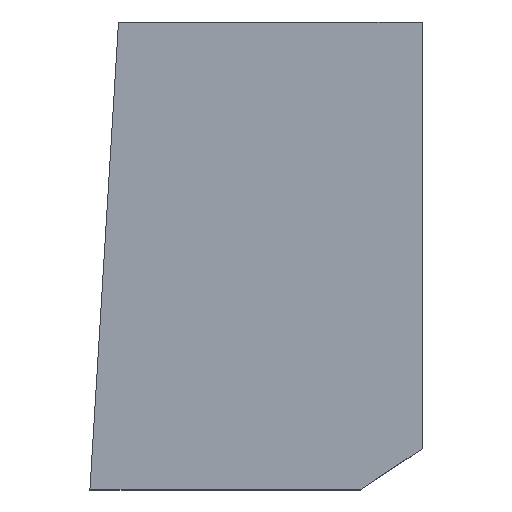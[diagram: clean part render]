
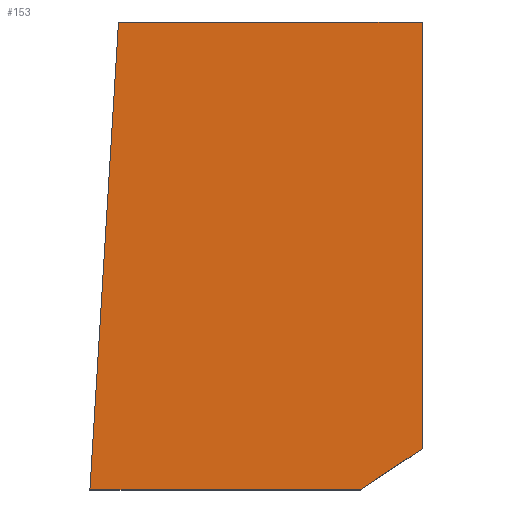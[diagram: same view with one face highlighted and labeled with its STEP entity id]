
A CAD part, top view. The second image highlights one B-rep face of the part: STEP entity #153.
In plain terms, the highlighted planar face has unit normal (0, 0, 1).
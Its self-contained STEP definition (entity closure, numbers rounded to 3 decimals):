
#24 = VERTEX_POINT('',#25);
#25 = CARTESIAN_POINT('',(-13.303,22.624,6.35));
#31 = EDGE_CURVE('',#24,#32,#34,.T.);
#32 = VERTEX_POINT('',#33);
#33 = CARTESIAN_POINT('',(16.066,22.624,6.35));
#34 = LINE('',#35,#36);
#35 = CARTESIAN_POINT('',(-13.303,22.624,6.35));
#36 = VECTOR('',#37,1.);
#37 = DIRECTION('',(1.,0.,0.));
#75 = VERTEX_POINT('',#76);
#76 = CARTESIAN_POINT('',(-16.066,-22.624,6.35));
#82 = EDGE_CURVE('',#75,#24,#83,.T.);
#83 = LINE('',#84,#85);
#84 = CARTESIAN_POINT('',(-16.066,-22.624,6.35));
#85 = VECTOR('',#86,1.);
#86 = DIRECTION('',(0.061,0.998,0.));
#153 = ADVANCED_FACE('',(#154),#180,.T.);
#154 = FACE_BOUND('',#155,.F.);
#155 = EDGE_LOOP('',(#156,#157,#165,#173,#179));
#156 = ORIENTED_EDGE('',*,*,#31,.T.);
#157 = ORIENTED_EDGE('',*,*,#158,.T.);
#158 = EDGE_CURVE('',#32,#159,#161,.T.);
#159 = VERTEX_POINT('',#160);
#160 = CARTESIAN_POINT('',(16.066,-18.651,6.35));
#161 = LINE('',#162,#163);
#162 = CARTESIAN_POINT('',(16.066,22.624,6.35));
#163 = VECTOR('',#164,1.);
#164 = DIRECTION('',(0.,-1.,0.));
#165 = ORIENTED_EDGE('',*,*,#166,.T.);
#166 = EDGE_CURVE('',#159,#167,#169,.T.);
#167 = VERTEX_POINT('',#168);
#168 = CARTESIAN_POINT('',(10.128,-22.624,6.35));
#169 = LINE('',#170,#171);
#170 = CARTESIAN_POINT('',(16.066,-18.651,6.35));
#171 = VECTOR('',#172,1.);
#172 = DIRECTION('',(-0.831,-0.556,0.));
#173 = ORIENTED_EDGE('',*,*,#174,.T.);
#174 = EDGE_CURVE('',#167,#75,#175,.T.);
#175 = LINE('',#176,#177);
#176 = CARTESIAN_POINT('',(10.128,-22.624,6.35));
#177 = VECTOR('',#178,1.);
#178 = DIRECTION('',(-1.,0.,0.));
#179 = ORIENTED_EDGE('',*,*,#82,.T.);
#180 = PLANE('',#181);
#181 = AXIS2_PLACEMENT_3D('',#182,#183,#184);
#182 = CARTESIAN_POINT('',(0.36,0.043,6.35));
#183 = DIRECTION('',(0.,0.,1.));
#184 = DIRECTION('',(1.,0.,0.));
